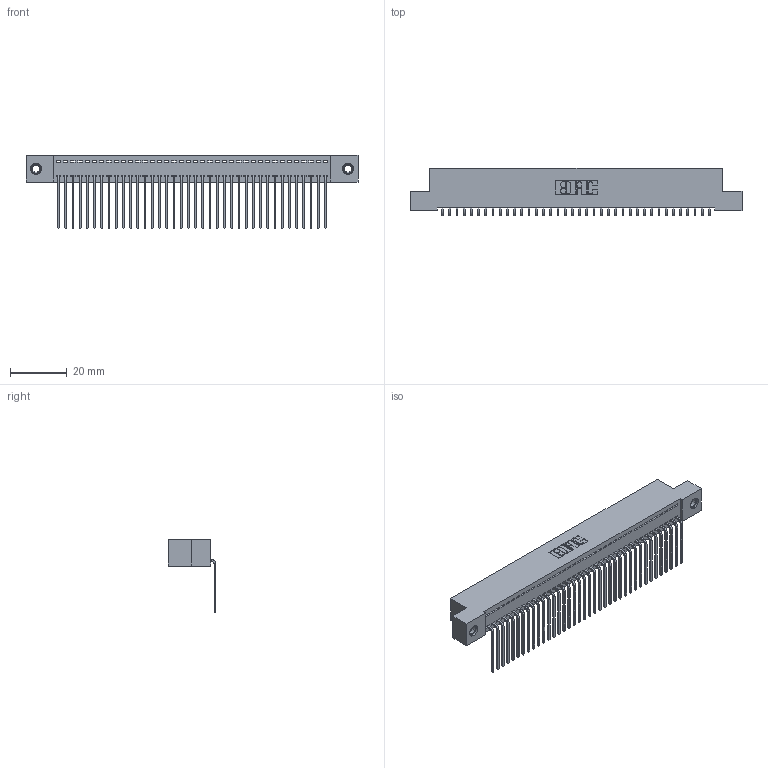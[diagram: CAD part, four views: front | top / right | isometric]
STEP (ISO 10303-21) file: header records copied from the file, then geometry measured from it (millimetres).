
FILE_DESCRIPTION (( 'STEP AP203' ), '1' );
FILE_NAME ('342-038-559-107.STEP', '2019-10-02T15:10:29', ( '' ), ( '' ), 'SwSTEP 2.0', 'SolidWorks 2016', '' );
FILE_SCHEMA (( 'CONFIG_CONTROL_DESIGN' ));
Length unit declared in the file: inch
Products named in the file (4): 345-250-001_345-250-005-103; 342-038-559-107; 342 Part_TI; 345-292-001_558 559 Tail - 1
Assembly tree (41 placements, depth 2):
  342-038-559-107
    342 Part_TI
    345-292-001_558 559 Tail - 1  x38
    345-250-001_345-250-005-103  x2
Bounding box: 116.84 x 16.83 x 25.78 mm (x, y, z)
Volume: 10343.7 mm3; surface area: 15865.8 mm2
Topology: 41 solids, 41 shells, 2450 faces, 7351 edges, 4842 vertices
Faces by surface type: plane 1770, cylinder 664, cone 12, torus 4
Entity records: 24886 total; most frequent: CARTESIAN_POINT 4275, ORIENTED_EDGE 4242, DIRECTION 3647, EDGE_CURVE 2121, VECTOR 1973, LINE 1973, VERTEX_POINT 1408, AXIS2_PLACEMENT_3D 837
